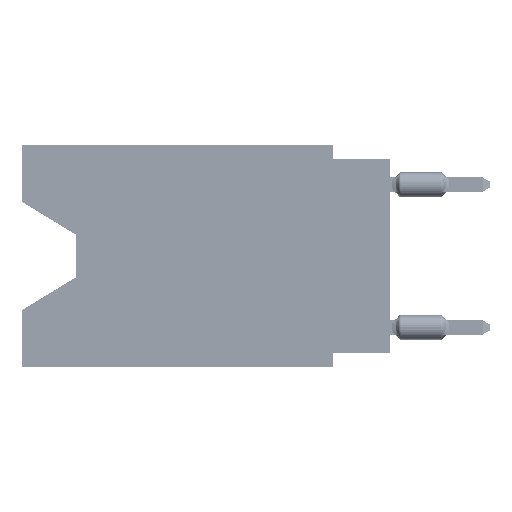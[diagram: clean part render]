
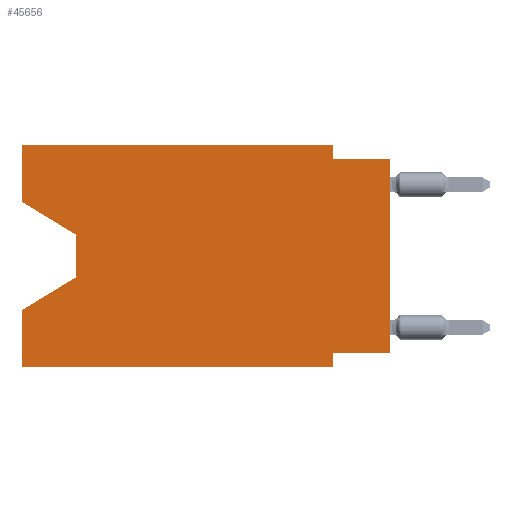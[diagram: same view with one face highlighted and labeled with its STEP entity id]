
A CAD part, left-side view. The second image highlights one B-rep face of the part: STEP entity #45656.
In plain terms, the highlighted planar face has unit normal (-1, 0, 0).
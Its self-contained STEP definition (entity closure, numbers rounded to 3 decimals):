
#381 = DIRECTION ( 'NONE',  ( 0., 0., -1. ) ) ;
#795 = ORIENTED_EDGE ( 'NONE', *, *, #13567, .F. ) ;
#856 = ORIENTED_EDGE ( 'NONE', *, *, #28213, .F. ) ;
#1096 = CARTESIAN_POINT ( 'NONE',  ( 0., 2.54, 0. ) ) ;
#1696 = EDGE_CURVE ( 'NONE', #19540, #41617, #43901, .T. ) ;
#2005 = CARTESIAN_POINT ( 'NONE',  ( 0., 2.54, 0. ) ) ;
#2034 = AXIS2_PLACEMENT_3D ( 'NONE', #2074, #66587, #51249 ) ;
#2074 = CARTESIAN_POINT ( 'NONE',  ( 0., 16.383, 0. ) ) ;
#2361 = DIRECTION ( 'NONE',  ( 0., 0., -1. ) ) ;
#3507 = CARTESIAN_POINT ( 'NONE',  ( 0., 0., -9.271 ) ) ;
#5137 = DIRECTION ( 'NONE',  ( 0., -1., 0. ) ) ;
#5922 = LINE ( 'NONE', #27655, #27427 ) ;
#8111 = LINE ( 'NONE', #55514, #29060 ) ;
#10803 = ORIENTED_EDGE ( 'NONE', *, *, #1696, .T. ) ;
#10955 = LINE ( 'NONE', #11298, #58519 ) ;
#11023 = LINE ( 'NONE', #61230, #17700 ) ;
#11298 = CARTESIAN_POINT ( 'NONE',  ( 0., 13.97, -5.893 ) ) ;
#11543 = CARTESIAN_POINT ( 'NONE',  ( 0., 16.383, -9.906 ) ) ;
#11609 = CARTESIAN_POINT ( 'NONE',  ( 0., 16.383, 0. ) ) ;
#11650 = VERTEX_POINT ( 'NONE', #3507 ) ;
#11756 = EDGE_CURVE ( 'NONE', #23755, #13709, #10955, .T. ) ;
#13443 = DIRECTION ( 'NONE',  ( 0., 1., 0. ) ) ;
#13567 = EDGE_CURVE ( 'NONE', #19540, #67488, #11023, .T. ) ;
#13709 = VERTEX_POINT ( 'NONE', #62992 ) ;
#14066 = EDGE_CURVE ( 'NONE', #20569, #26441, #46162, .T. ) ;
#14569 = VECTOR ( 'NONE', #24962, 1000. ) ;
#15313 = EDGE_CURVE ( 'NONE', #30700, #20569, #30140, .T. ) ;
#17700 = VECTOR ( 'NONE', #55900, 1000. ) ;
#18220 = CARTESIAN_POINT ( 'NONE',  ( 0., 13.97, -5.893 ) ) ;
#18314 = VECTOR ( 'NONE', #69722, 1000. ) ;
#18496 = ORIENTED_EDGE ( 'NONE', *, *, #37459, .T. ) ;
#18709 = VECTOR ( 'NONE', #5137, 1000. ) ;
#19263 = LINE ( 'NONE', #63793, #63851 ) ;
#19540 = VERTEX_POINT ( 'NONE', #45462 ) ;
#20008 = CARTESIAN_POINT ( 'NONE',  ( 0., 2.54, -9.906 ) ) ;
#20569 = VERTEX_POINT ( 'NONE', #63239 ) ;
#20821 = ORIENTED_EDGE ( 'NONE', *, *, #22562, .F. ) ;
#21320 = VECTOR ( 'NONE', #23221, 1000. ) ;
#22132 = CARTESIAN_POINT ( 'NONE',  ( 0., 13.97, -4.013 ) ) ;
#22562 = EDGE_CURVE ( 'NONE', #22784, #13709, #19263, .T. ) ;
#22784 = VERTEX_POINT ( 'NONE', #58436 ) ;
#23045 = DIRECTION ( 'NONE',  ( 0., 0.855, -0.519 ) ) ;
#23221 = DIRECTION ( 'NONE',  ( 0., -0.855, -0.519 ) ) ;
#23298 = VECTOR ( 'NONE', #40119, 1000. ) ;
#23755 = VERTEX_POINT ( 'NONE', #18220 ) ;
#24621 = CARTESIAN_POINT ( 'NONE',  ( 0., 0., 0. ) ) ;
#24962 = DIRECTION ( 'NONE',  ( 0., 0., 1. ) ) ;
#26043 = EDGE_CURVE ( 'NONE', #22784, #59509, #43605, .T. ) ;
#26441 = VERTEX_POINT ( 'NONE', #60608 ) ;
#27427 = VECTOR ( 'NONE', #37662, 1000. ) ;
#27655 = CARTESIAN_POINT ( 'NONE',  ( 0., 16.383, 0. ) ) ;
#28213 = EDGE_CURVE ( 'NONE', #11650, #35800, #8111, .T. ) ;
#28508 = ORIENTED_EDGE ( 'NONE', *, *, #67310, .F. ) ;
#28717 = CARTESIAN_POINT ( 'NONE',  ( 0., 0., -0.635 ) ) ;
#29060 = VECTOR ( 'NONE', #13443, 1000. ) ;
#30140 = LINE ( 'NONE', #2005, #41605 ) ;
#30700 = VERTEX_POINT ( 'NONE', #1096 ) ;
#31387 = EDGE_LOOP ( 'NONE', ( #10803, #18496, #53555, #20821, #53565, #28508, #856, #51014, #44836, #68579, #55116, #795 ) ) ;
#35800 = VERTEX_POINT ( 'NONE', #64556 ) ;
#36557 = EDGE_CURVE ( 'NONE', #67488, #30700, #5922, .T. ) ;
#37459 = EDGE_CURVE ( 'NONE', #41617, #23755, #39932, .T. ) ;
#37662 = DIRECTION ( 'NONE',  ( 0., -1., 0. ) ) ;
#39932 = LINE ( 'NONE', #22132, #42531 ) ;
#40119 = DIRECTION ( 'NONE',  ( 0., -1., 0. ) ) ;
#41605 = VECTOR ( 'NONE', #2361, 1000. ) ;
#41617 = VERTEX_POINT ( 'NONE', #48835 ) ;
#42531 = VECTOR ( 'NONE', #381, 1000. ) ;
#43605 = LINE ( 'NONE', #11543, #18709 ) ;
#43901 = LINE ( 'NONE', #50298, #21320 ) ;
#44836 = ORIENTED_EDGE ( 'NONE', *, *, #14066, .F. ) ;
#45234 = EDGE_CURVE ( 'NONE', #11650, #26441, #51676, .T. ) ;
#45462 = CARTESIAN_POINT ( 'NONE',  ( 0., 16.383, -2.546 ) ) ;
#45656 = ADVANCED_FACE ( 'NONE', ( #56590 ), #61586, .F. ) ;
#46162 = LINE ( 'NONE', #28717, #23298 ) ;
#48835 = CARTESIAN_POINT ( 'NONE',  ( 0., 13.97, -4.013 ) ) ;
#50298 = CARTESIAN_POINT ( 'NONE',  ( 0., 16.383, -2.546 ) ) ;
#51014 = ORIENTED_EDGE ( 'NONE', *, *, #45234, .T. ) ;
#51249 = DIRECTION ( 'NONE',  ( 0., 0., -1. ) ) ;
#51676 = LINE ( 'NONE', #24621, #14569 ) ;
#53555 = ORIENTED_EDGE ( 'NONE', *, *, #11756, .T. ) ;
#53565 = ORIENTED_EDGE ( 'NONE', *, *, #26043, .T. ) ;
#55116 = ORIENTED_EDGE ( 'NONE', *, *, #36557, .F. ) ;
#55514 = CARTESIAN_POINT ( 'NONE',  ( 0., 0., -9.271 ) ) ;
#55900 = DIRECTION ( 'NONE',  ( 0., 0., 1. ) ) ;
#56590 = FACE_OUTER_BOUND ( 'NONE', #31387, .T. ) ;
#58436 = CARTESIAN_POINT ( 'NONE',  ( 0., 16.383, -9.906 ) ) ;
#58519 = VECTOR ( 'NONE', #23045, 1000. ) ;
#59509 = VERTEX_POINT ( 'NONE', #20008 ) ;
#60608 = CARTESIAN_POINT ( 'NONE',  ( 0., 0., -0.635 ) ) ;
#61230 = CARTESIAN_POINT ( 'NONE',  ( 0., 16.383, 0. ) ) ;
#61586 = PLANE ( 'NONE',  #2034 ) ;
#62992 = CARTESIAN_POINT ( 'NONE',  ( 0., 16.383, -7.36 ) ) ;
#63239 = CARTESIAN_POINT ( 'NONE',  ( 0., 2.54, -0.635 ) ) ;
#63437 = DIRECTION ( 'NONE',  ( 0., 0., 1. ) ) ;
#63793 = CARTESIAN_POINT ( 'NONE',  ( 0., 16.383, 0. ) ) ;
#63851 = VECTOR ( 'NONE', #63437, 1000. ) ;
#64556 = CARTESIAN_POINT ( 'NONE',  ( 0., 2.54, -9.271 ) ) ;
#65076 = CARTESIAN_POINT ( 'NONE',  ( 0., 2.54, -9.906 ) ) ;
#66587 = DIRECTION ( 'NONE',  ( 1., 0., 0. ) ) ;
#67310 = EDGE_CURVE ( 'NONE', #35800, #59509, #69373, .T. ) ;
#67488 = VERTEX_POINT ( 'NONE', #11609 ) ;
#68579 = ORIENTED_EDGE ( 'NONE', *, *, #15313, .F. ) ;
#69373 = LINE ( 'NONE', #65076, #18314 ) ;
#69722 = DIRECTION ( 'NONE',  ( 0., 0., -1. ) ) ;
